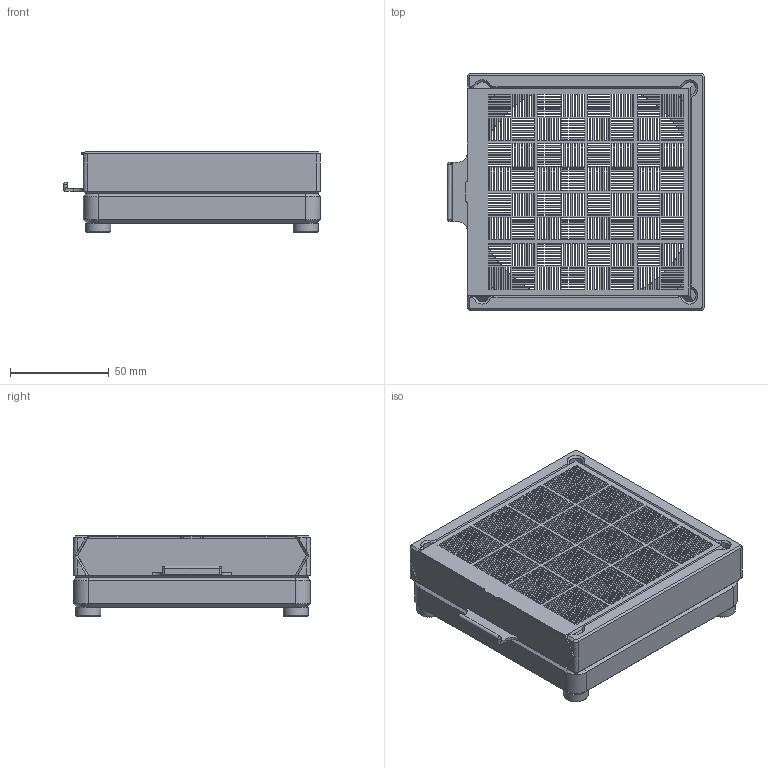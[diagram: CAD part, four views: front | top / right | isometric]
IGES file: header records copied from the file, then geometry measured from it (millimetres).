
Global section: file name: Desiccant Fan Mount 3 120mm_v7; native system: unknown; preprocessor: unknown; author: unknown; organization: unknown; date: 20200923.175843; units: millimetre
Bounding box: 130 x 120 x 40.6 mm (x, y, z)
Volume: 138062.1 mm3; surface area: 130998.4 mm2
Topology: 8 solids, 8 shells, 3413 faces, 12111 edges, 8006 vertices
Faces by surface type: bspline 3413
